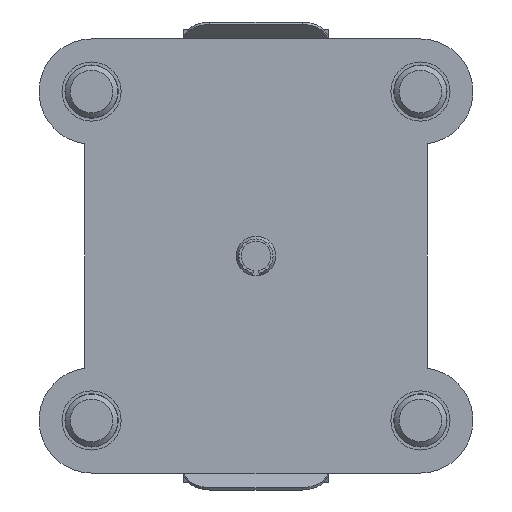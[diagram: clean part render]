
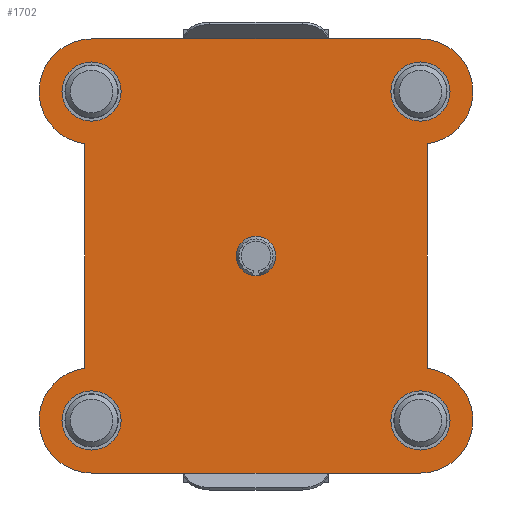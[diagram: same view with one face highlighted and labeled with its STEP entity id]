
A CAD part, front view. The second image highlights one B-rep face of the part: STEP entity #1702.
In plain terms, the highlighted planar face has unit normal (0, -1, 0).
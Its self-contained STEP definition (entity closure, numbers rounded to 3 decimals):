
#144=LINE('',#2683,#272);
#148=LINE('',#2693,#276);
#151=LINE('',#2701,#279);
#154=LINE('',#2709,#282);
#272=VECTOR('',#2112,1000.);
#276=VECTOR('',#2122,1000.);
#279=VECTOR('',#2131,1000.);
#282=VECTOR('',#2140,1000.);
#440=ORIENTED_EDGE('',*,*,#888,.T.);
#441=ORIENTED_EDGE('',*,*,#889,.T.);
#442=ORIENTED_EDGE('',*,*,#890,.T.);
#443=ORIENTED_EDGE('',*,*,#891,.T.);
#444=ORIENTED_EDGE('',*,*,#892,.T.);
#445=ORIENTED_EDGE('',*,*,#872,.F.);
#446=ORIENTED_EDGE('',*,*,#887,.F.);
#447=ORIENTED_EDGE('',*,*,#885,.F.);
#448=ORIENTED_EDGE('',*,*,#883,.F.);
#449=ORIENTED_EDGE('',*,*,#881,.F.);
#450=ORIENTED_EDGE('',*,*,#879,.F.);
#451=ORIENTED_EDGE('',*,*,#877,.F.);
#452=ORIENTED_EDGE('',*,*,#875,.F.);
#872=EDGE_CURVE('',#1104,#1105,#144,.T.);
#875=EDGE_CURVE('',#1105,#1106,#1253,.T.);
#877=EDGE_CURVE('',#1106,#1107,#148,.T.);
#879=EDGE_CURVE('',#1107,#1108,#1254,.T.);
#881=EDGE_CURVE('',#1108,#1109,#151,.T.);
#883=EDGE_CURVE('',#1109,#1110,#1255,.T.);
#885=EDGE_CURVE('',#1110,#1111,#154,.T.);
#887=EDGE_CURVE('',#1111,#1104,#1256,.T.);
#888=EDGE_CURVE('',#1112,#1112,#1257,.T.);
#889=EDGE_CURVE('',#1113,#1113,#1258,.T.);
#890=EDGE_CURVE('',#1114,#1114,#1259,.T.);
#891=EDGE_CURVE('',#1115,#1115,#1260,.T.);
#892=EDGE_CURVE('',#1116,#1116,#1261,.T.);
#1104=VERTEX_POINT('',#2684);
#1105=VERTEX_POINT('',#2685);
#1106=VERTEX_POINT('',#2690);
#1107=VERTEX_POINT('',#2694);
#1108=VERTEX_POINT('',#2698);
#1109=VERTEX_POINT('',#2702);
#1110=VERTEX_POINT('',#2706);
#1111=VERTEX_POINT('',#2710);
#1112=VERTEX_POINT('',#2716);
#1113=VERTEX_POINT('',#2718);
#1114=VERTEX_POINT('',#2720);
#1115=VERTEX_POINT('',#2722);
#1116=VERTEX_POINT('',#2724);
#1253=CIRCLE('',#1873,8.);
#1254=CIRCLE('',#1876,8.);
#1255=CIRCLE('',#1879,8.);
#1256=CIRCLE('',#1882,8.);
#1257=CIRCLE('',#1884,4.5);
#1258=CIRCLE('',#1885,4.5);
#1259=CIRCLE('',#1886,4.5);
#1260=CIRCLE('',#1887,4.5);
#1261=CIRCLE('',#1888,3.);
#1352=EDGE_LOOP('',(#440));
#1353=EDGE_LOOP('',(#441));
#1354=EDGE_LOOP('',(#442));
#1355=EDGE_LOOP('',(#443));
#1356=EDGE_LOOP('',(#444));
#1357=EDGE_LOOP('',(#445,#446,#447,#448,#449,#450,#451,#452));
#1502=FACE_BOUND('',#1352,.T.);
#1503=FACE_BOUND('',#1353,.T.);
#1504=FACE_BOUND('',#1354,.T.);
#1505=FACE_BOUND('',#1355,.T.);
#1506=FACE_BOUND('',#1356,.T.);
#1507=FACE_BOUND('',#1357,.T.);
#1643=PLANE('',#1883);
#1702=ADVANCED_FACE('',(#1502,#1503,#1504,#1505,#1506,#1507),#1643,.F.);
#1873=AXIS2_PLACEMENT_3D('',#2689,#2117,#2118);
#1876=AXIS2_PLACEMENT_3D('',#2697,#2126,#2127);
#1879=AXIS2_PLACEMENT_3D('',#2705,#2135,#2136);
#1882=AXIS2_PLACEMENT_3D('',#2713,#2144,#2145);
#1883=AXIS2_PLACEMENT_3D('',#2714,#2146,#2147);
#1884=AXIS2_PLACEMENT_3D('',#2715,#2148,#2149);
#1885=AXIS2_PLACEMENT_3D('',#2717,#2150,#2151);
#1886=AXIS2_PLACEMENT_3D('',#2719,#2152,#2153);
#1887=AXIS2_PLACEMENT_3D('',#2721,#2154,#2155);
#1888=AXIS2_PLACEMENT_3D('',#2723,#2156,#2157);
#2112=DIRECTION('',(0.,0.,1.));
#2117=DIRECTION('',(0.,1.,0.));
#2118=DIRECTION('',(1.,0.,0.));
#2122=DIRECTION('',(1.,0.,0.));
#2126=DIRECTION('',(0.,1.,0.));
#2127=DIRECTION('',(1.,0.,0.));
#2131=DIRECTION('',(0.,0.,-1.));
#2135=DIRECTION('',(0.,1.,0.));
#2136=DIRECTION('',(1.,0.,0.));
#2140=DIRECTION('',(-1.,0.,0.));
#2144=DIRECTION('',(0.,1.,0.));
#2145=DIRECTION('',(1.,0.,0.));
#2146=DIRECTION('',(0.,1.,0.));
#2147=DIRECTION('',(0.,0.,1.));
#2148=DIRECTION('',(0.,1.,0.));
#2149=DIRECTION('',(1.,0.,0.));
#2150=DIRECTION('',(0.,1.,0.));
#2151=DIRECTION('',(1.,0.,0.));
#2152=DIRECTION('',(0.,1.,0.));
#2153=DIRECTION('',(1.,0.,0.));
#2154=DIRECTION('',(0.,1.,0.));
#2155=DIRECTION('',(1.,0.,0.));
#2156=DIRECTION('',(0.,1.,0.));
#2157=DIRECTION('',(1.,0.,0.));
#2683=CARTESIAN_POINT('',(-26.,0.,-17.063));
#2684=CARTESIAN_POINT('',(-26.,0.,-17.063));
#2685=CARTESIAN_POINT('',(-26.,0.,17.063));
#2689=CARTESIAN_POINT('',(-25.,0.,25.));
#2690=CARTESIAN_POINT('',(-25.,0.,33.));
#2693=CARTESIAN_POINT('',(-25.,0.,33.));
#2694=CARTESIAN_POINT('',(25.,0.,33.));
#2697=CARTESIAN_POINT('',(25.,0.,25.));
#2698=CARTESIAN_POINT('',(26.,0.,17.063));
#2701=CARTESIAN_POINT('',(26.,0.,17.063));
#2702=CARTESIAN_POINT('',(26.,0.,-17.063));
#2705=CARTESIAN_POINT('',(25.,0.,-25.));
#2706=CARTESIAN_POINT('',(25.,0.,-33.));
#2709=CARTESIAN_POINT('',(25.,0.,-33.));
#2710=CARTESIAN_POINT('',(-25.,0.,-33.));
#2713=CARTESIAN_POINT('',(-25.,0.,-25.));
#2714=CARTESIAN_POINT('',(-25.,0.,25.));
#2715=CARTESIAN_POINT('',(25.,0.,-25.));
#2716=CARTESIAN_POINT('',(29.5,0.,-25.));
#2717=CARTESIAN_POINT('',(-25.,0.,-25.));
#2718=CARTESIAN_POINT('',(-20.5,0.,-25.));
#2719=CARTESIAN_POINT('',(25.,0.,25.));
#2720=CARTESIAN_POINT('',(29.5,0.,25.));
#2721=CARTESIAN_POINT('',(-25.,0.,25.));
#2722=CARTESIAN_POINT('',(-20.5,0.,25.));
#2723=CARTESIAN_POINT('',(0.,0.,0.));
#2724=CARTESIAN_POINT('',(3.,0.,0.));
